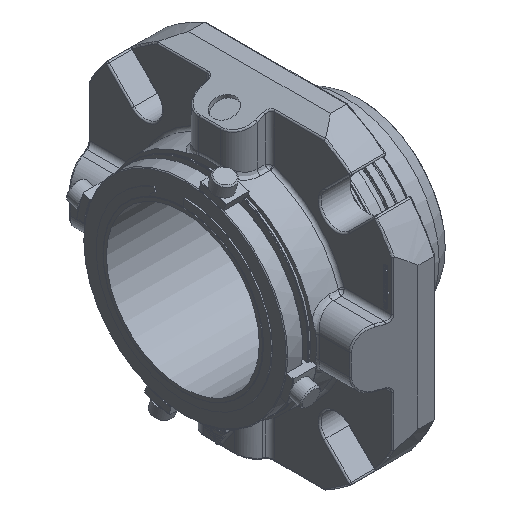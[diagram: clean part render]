
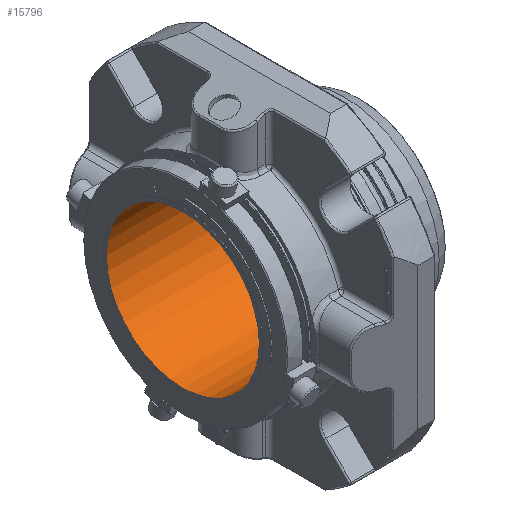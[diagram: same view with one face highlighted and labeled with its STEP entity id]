
A CAD part, isometric view. The second image highlights one B-rep face of the part: STEP entity #15796.
In plain terms, the highlighted cylindrical face has radius 50 mm (diameter 100 mm), a full revolution.
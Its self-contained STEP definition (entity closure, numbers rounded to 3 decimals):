
#3422=ORIENTED_EDGE('',*,*,#8384,.T.);
#3423=ORIENTED_EDGE('',*,*,#8385,.T.);
#8384=EDGE_CURVE('',#10865,#10865,#12446,.F.);
#8385=EDGE_CURVE('',#10866,#10866,#12447,.F.);
#10865=VERTEX_POINT('',#22726);
#10866=VERTEX_POINT('',#22728);
#12446=CIRCLE('',#16805,50.);
#12447=CIRCLE('',#16806,50.);
#13249=EDGE_LOOP('',(#3422));
#13250=EDGE_LOOP('',(#3423));
#14363=FACE_BOUND('',#13249,.T.);
#14364=FACE_BOUND('',#13250,.T.);
#15477=CYLINDRICAL_SURFACE('',#16804,50.);
#15796=ADVANCED_FACE('',(#14363,#14364),#15477,.F.);
#16804=AXIS2_PLACEMENT_3D('',#22724,#18429,#18430);
#16805=AXIS2_PLACEMENT_3D('',#22725,#18431,#18432);
#16806=AXIS2_PLACEMENT_3D('',#22727,#18433,#18434);
#18429=DIRECTION('',(-1.,0.,0.));
#18430=DIRECTION('',(0.,0.,1.));
#18431=DIRECTION('',(-1.,0.,0.));
#18432=DIRECTION('',(0.,-1.,0.));
#18433=DIRECTION('',(1.,0.,0.));
#18434=DIRECTION('',(0.,1.,0.));
#22724=CARTESIAN_POINT('',(145.503,0.,0.));
#22725=CARTESIAN_POINT('',(10.998,0.,0.));
#22726=CARTESIAN_POINT('',(10.998,-50.,0.));
#22727=CARTESIAN_POINT('',(-104.927,0.,0.));
#22728=CARTESIAN_POINT('',(-104.927,50.,0.));
